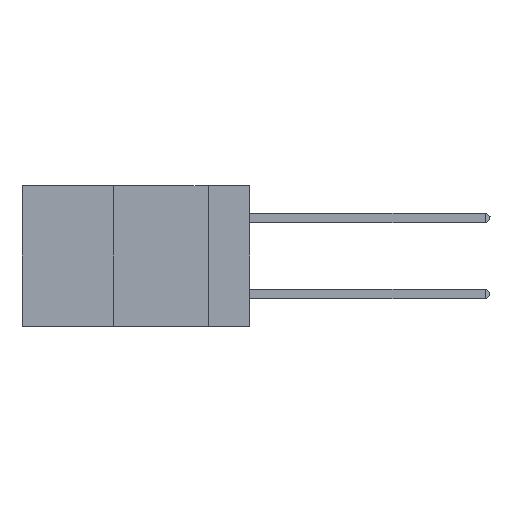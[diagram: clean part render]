
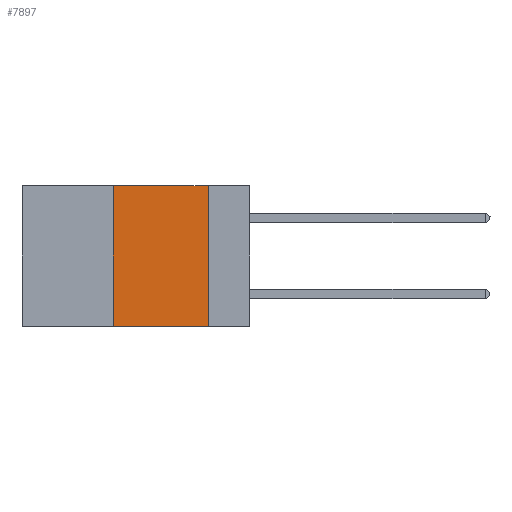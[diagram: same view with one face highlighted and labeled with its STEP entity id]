
A CAD part, left-side view. The second image highlights one B-rep face of the part: STEP entity #7897.
In plain terms, the highlighted planar face has unit normal (-1, 0, 0).
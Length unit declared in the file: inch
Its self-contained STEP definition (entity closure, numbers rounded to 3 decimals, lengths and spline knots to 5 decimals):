
#101 = VERTEX_POINT ( 'NONE', #4331 ) ;
#197 = ORIENTED_EDGE ( 'NONE', *, *, #10485, .F. ) ;
#846 = VECTOR ( 'NONE', #4485, 39.37008 ) ;
#2164 = FACE_OUTER_BOUND ( 'NONE', #5613, .T. ) ;
#2258 = PLANE ( 'NONE',  #7440 ) ;
#2433 = LINE ( 'NONE', #3760, #11845 ) ;
#3183 = VERTEX_POINT ( 'NONE', #13433 ) ;
#3201 = CARTESIAN_POINT ( 'NONE',  ( 0., 0.36, 0. ) ) ;
#3322 = CARTESIAN_POINT ( 'NONE',  ( 0., 0.6, -0.37 ) ) ;
#3350 = EDGE_CURVE ( 'NONE', #15074, #101, #9927, .T. ) ;
#3760 = CARTESIAN_POINT ( 'NONE',  ( 0., 0.6, 0. ) ) ;
#4174 = ORIENTED_EDGE ( 'NONE', *, *, #4824, .T. ) ;
#4331 = CARTESIAN_POINT ( 'NONE',  ( 0., 0.36, 0. ) ) ;
#4485 = DIRECTION ( 'NONE',  ( 0., 0., -1. ) ) ;
#4824 = EDGE_CURVE ( 'NONE', #15074, #3183, #16700, .T. ) ;
#5613 = EDGE_LOOP ( 'NONE', ( #197, #16710, #7058, #4174 ) ) ;
#5875 = LINE ( 'NONE', #12244, #846 ) ;
#6267 = VECTOR ( 'NONE', #15100, 39.37008 ) ;
#6486 = CARTESIAN_POINT ( 'NONE',  ( 0., 0.11, 0. ) ) ;
#7058 = ORIENTED_EDGE ( 'NONE', *, *, #3350, .F. ) ;
#7078 = VECTOR ( 'NONE', #15301, 39.37008 ) ;
#7440 = AXIS2_PLACEMENT_3D ( 'NONE', #8987, #10212, #11429 ) ;
#7897 = ADVANCED_FACE ( 'NONE', ( #2164 ), #2258, .F. ) ;
#8987 = CARTESIAN_POINT ( 'NONE',  ( 0., 0.6, 0. ) ) ;
#9927 = LINE ( 'NONE', #3201, #6267 ) ;
#10212 = DIRECTION ( 'NONE',  ( 1., 0., 0. ) ) ;
#10485 = EDGE_CURVE ( 'NONE', #15084, #3183, #5875, .T. ) ;
#11429 = DIRECTION ( 'NONE',  ( 0., 0., -1. ) ) ;
#11845 = VECTOR ( 'NONE', #12932, 39.37008 ) ;
#12244 = CARTESIAN_POINT ( 'NONE',  ( 0., 0.11, 0. ) ) ;
#12932 = DIRECTION ( 'NONE',  ( 0., -1., 0. ) ) ;
#13433 = CARTESIAN_POINT ( 'NONE',  ( 0., 0.11, -0.37 ) ) ;
#15074 = VERTEX_POINT ( 'NONE', #15509 ) ;
#15084 = VERTEX_POINT ( 'NONE', #6486 ) ;
#15100 = DIRECTION ( 'NONE',  ( 0., 0., 1. ) ) ;
#15301 = DIRECTION ( 'NONE',  ( 0., -1., 0. ) ) ;
#15509 = CARTESIAN_POINT ( 'NONE',  ( 0., 0.36, -0.37 ) ) ;
#16491 = EDGE_CURVE ( 'NONE', #101, #15084, #2433, .T. ) ;
#16700 = LINE ( 'NONE', #3322, #7078 ) ;
#16710 = ORIENTED_EDGE ( 'NONE', *, *, #16491, .F. ) ;
